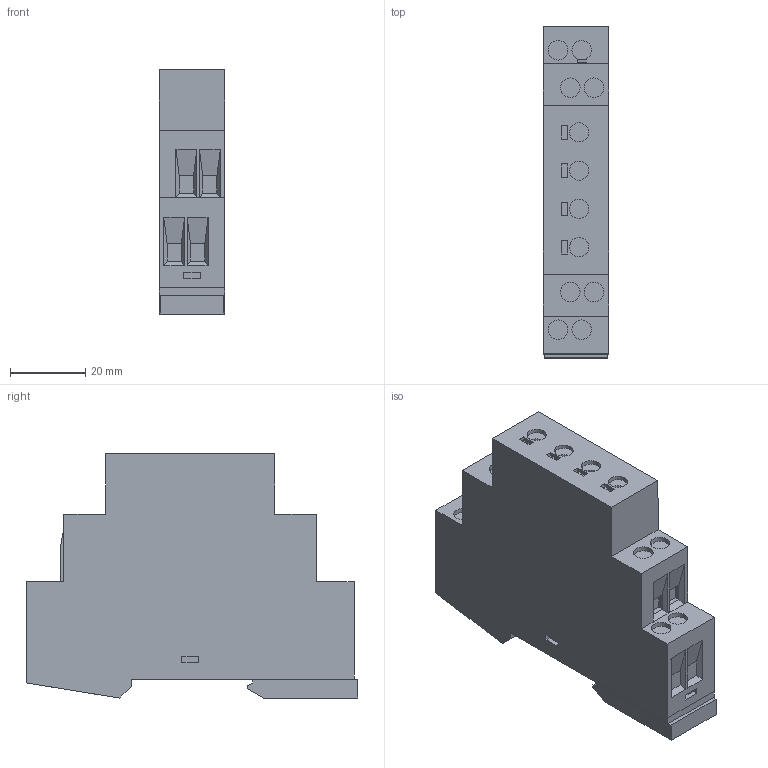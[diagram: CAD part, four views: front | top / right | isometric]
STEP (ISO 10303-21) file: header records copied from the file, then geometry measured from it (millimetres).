
FILE_DESCRIPTION(/* description */ ('STEP AP214'),/* implementation_level */ '2;1');
FILE_NAME(/* name */ 'eaton-enya1-3d-model',/* time_stamp */ '2024-10-29T08:40:30+01:00',/* author */ ('License CC BY-ND 4.0'),/* organization */ ('CADENAS'),/* preprocessor_version */ 'ST-DEVELOPER v19.3',/* originating_system */ 'PARTsolutions',/* authorisation */ ' ');
FILE_SCHEMA (('AUTOMOTIVE_DESIGN {1 0 10303 214 3 1 1}'));
Length unit declared in the file: millimetre
Products named in the file (1): 101066
Bounding box: 17.5 x 88.4 x 65 mm (x, y, z)
Volume: 74180.7 mm3; surface area: 16716.2 mm2
Topology: 1 solids, 1 shells, 200 faces, 482 edges, 315 vertices
Faces by surface type: plane 179, cylinder 21
Full cylindrical faces by diameter (mm): 2.5 x3, 2.6 x2, 5.1 x8, 5.2 x8
Entity records: 5642 total; most frequent: CARTESIAN_POINT 971, ORIENTED_EDGE 916, DIRECTION 902, EDGE_CURVE 458, LINE 416, VECTOR 416, VERTEX_POINT 312, EDGE_LOOP 266
